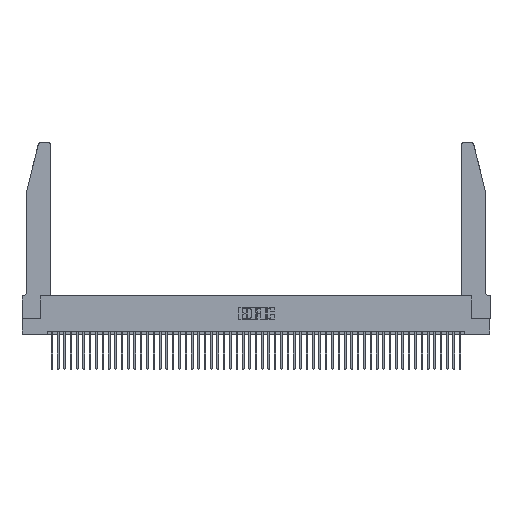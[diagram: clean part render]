
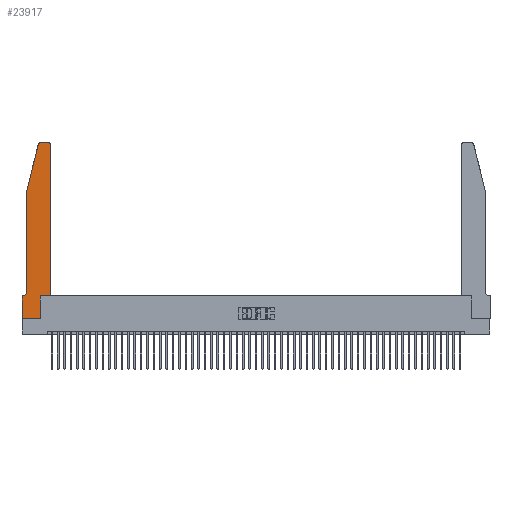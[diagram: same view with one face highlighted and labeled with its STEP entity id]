
A CAD part, top view. The second image highlights one B-rep face of the part: STEP entity #23917.
In plain terms, the highlighted planar face has unit normal (0, 0, 1).
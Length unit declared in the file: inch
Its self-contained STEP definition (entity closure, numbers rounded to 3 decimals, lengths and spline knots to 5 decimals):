
#244 = VERTEX_POINT ( 'NONE', #18936 ) ;
#320 = CARTESIAN_POINT ( 'NONE',  ( 0.2605, 2.75, 0.37 ) ) ;
#1047 = EDGE_CURVE ( 'NONE', #9707, #23089, #22681, .T. ) ;
#1092 = VECTOR ( 'NONE', #41236, 39.37008 ) ;
#1633 = EDGE_CURVE ( 'NONE', #27812, #17752, #19535, .T. ) ;
#3469 = VECTOR ( 'NONE', #9607, 39.37008 ) ;
#3957 = CARTESIAN_POINT ( 'NONE',  ( 0.4505, 0.35, 0.37 ) ) ;
#4097 = VERTEX_POINT ( 'NONE', #13663 ) ;
#5265 = LINE ( 'NONE', #24117, #16259 ) ;
#5288 = CARTESIAN_POINT ( 'NONE',  ( 0., 0.35, 0.37 ) ) ;
#5831 = CARTESIAN_POINT ( 'NONE',  ( 0., 0.35, 0.37 ) ) ;
#6352 = DIRECTION ( 'NONE',  ( 0., 1., 0. ) ) ;
#6371 = ORIENTED_EDGE ( 'NONE', *, *, #49296, .T. ) ;
#7124 = EDGE_CURVE ( 'NONE', #10705, #21894, #40444, .T. ) ;
#7233 = FACE_OUTER_BOUND ( 'NONE', #35754, .T. ) ;
#7499 = LINE ( 'NONE', #22704, #49292 ) ;
#8167 = CARTESIAN_POINT ( 'NONE',  ( 0.284, 2.75, 0.37 ) ) ;
#8391 = CARTESIAN_POINT ( 'NONE',  ( 0.4505, 2.72, 0.37 ) ) ;
#9132 = CARTESIAN_POINT ( 'NONE',  ( 0.4505, 0.35, 0.37 ) ) ;
#9607 = DIRECTION ( 'NONE',  ( 1., 0., 0. ) ) ;
#9660 = ORIENTED_EDGE ( 'NONE', *, *, #35634, .T. ) ;
#9707 = VERTEX_POINT ( 'NONE', #29694 ) ;
#10034 = DIRECTION ( 'NONE',  ( 1., 0., 0. ) ) ;
#10705 = VERTEX_POINT ( 'NONE', #40064 ) ;
#11759 = DIRECTION ( 'NONE',  ( 0., 0., 1. ) ) ;
#11845 = ORIENTED_EDGE ( 'NONE', *, *, #19841, .T. ) ;
#12194 = CARTESIAN_POINT ( 'NONE',  ( 0.4205, 2.75, 0.37 ) ) ;
#13598 = LINE ( 'NONE', #320, #1092 ) ;
#13663 = CARTESIAN_POINT ( 'NONE',  ( 0., 0., 0.37 ) ) ;
#16192 = DIRECTION ( 'NONE',  ( 0., 0., -1. ) ) ;
#16259 = VECTOR ( 'NONE', #48149, 39.37008 ) ;
#17752 = VERTEX_POINT ( 'NONE', #42109 ) ;
#18288 = AXIS2_PLACEMENT_3D ( 'NONE', #35992, #11759, #40003 ) ;
#18765 = VERTEX_POINT ( 'NONE', #5288 ) ;
#18936 = CARTESIAN_POINT ( 'NONE',  ( 0.2865, 0., 0.37 ) ) ;
#19535 = CIRCLE ( 'NONE', #20381, 0.03 ) ;
#19841 = EDGE_CURVE ( 'NONE', #48297, #22385, #51982, .T. ) ;
#20381 = AXIS2_PLACEMENT_3D ( 'NONE', #47640, #23617, #51675 ) ;
#20766 = DIRECTION ( 'NONE',  ( 1., 0., 0. ) ) ;
#21894 = VERTEX_POINT ( 'NONE', #9132 ) ;
#22207 = PLANE ( 'NONE',  #45032 ) ;
#22385 = VERTEX_POINT ( 'NONE', #12194 ) ;
#22422 = ORIENTED_EDGE ( 'NONE', *, *, #46614, .T. ) ;
#22451 = CARTESIAN_POINT ( 'NONE',  ( 0., 0., 0.37 ) ) ;
#22565 = ORIENTED_EDGE ( 'NONE', *, *, #43222, .T. ) ;
#22681 = CIRCLE ( 'NONE', #43909, 0.07 ) ;
#22698 = VECTOR ( 'NONE', #52584, 39.37008 ) ;
#22704 = CARTESIAN_POINT ( 'NONE',  ( 0.2865, 0.35, 0.37 ) ) ;
#22750 = CARTESIAN_POINT ( 'NONE',  ( 0.4505, 0.35, 0.37 ) ) ;
#23089 = VERTEX_POINT ( 'NONE', #44740 ) ;
#23617 = DIRECTION ( 'NONE',  ( 0., 0., 1. ) ) ;
#23917 = ADVANCED_FACE ( 'NONE', ( #7233 ), #22207, .T. ) ;
#23926 = LINE ( 'NONE', #22750, #44004 ) ;
#23965 = LINE ( 'NONE', #48569, #22698 ) ;
#24117 = CARTESIAN_POINT ( 'NONE',  ( 0.0755, 0.35, 0.37 ) ) ;
#25307 = VECTOR ( 'NONE', #26987, 39.37008 ) ;
#26787 = DIRECTION ( 'NONE',  ( 0., 1., 0. ) ) ;
#26987 = DIRECTION ( 'NONE',  ( -0.239, -0.971, 0. ) ) ;
#27812 = VERTEX_POINT ( 'NONE', #8167 ) ;
#27826 = LINE ( 'NONE', #34908, #25307 ) ;
#29300 = LINE ( 'NONE', #22451, #31810 ) ;
#29694 = CARTESIAN_POINT ( 'NONE',  ( 0.0755, 0.42, 0.37 ) ) ;
#30558 = EDGE_CURVE ( 'NONE', #22385, #27812, #13598, .T. ) ;
#31175 = ORIENTED_EDGE ( 'NONE', *, *, #1047, .T. ) ;
#31810 = VECTOR ( 'NONE', #46491, 39.37008 ) ;
#32496 = VERTEX_POINT ( 'NONE', #37889 ) ;
#33928 = CARTESIAN_POINT ( 'NONE',  ( 0., 0., 0.37 ) ) ;
#34339 = DIRECTION ( 'NONE',  ( 0., 0., 1. ) ) ;
#34788 = LINE ( 'NONE', #33928, #3469 ) ;
#34908 = CARTESIAN_POINT ( 'NONE',  ( 0.0755, 2., 0.37 ) ) ;
#35634 = EDGE_CURVE ( 'NONE', #17752, #32496, #27826, .T. ) ;
#35754 = EDGE_LOOP ( 'NONE', ( #45925, #38997, #9660, #41538, #31175, #22422, #6371, #38878, #22565, #44632, #42925, #11845 ) ) ;
#35992 = CARTESIAN_POINT ( 'NONE',  ( 0.4205, 2.72, 0.37 ) ) ;
#36687 = VECTOR ( 'NONE', #20766, 39.37008 ) ;
#37889 = CARTESIAN_POINT ( 'NONE',  ( 0.0755, 2., 0.37 ) ) ;
#38786 = EDGE_CURVE ( 'NONE', #21894, #48297, #23926, .T. ) ;
#38878 = ORIENTED_EDGE ( 'NONE', *, *, #43744, .T. ) ;
#38997 = ORIENTED_EDGE ( 'NONE', *, *, #1633, .T. ) ;
#40003 = DIRECTION ( 'NONE',  ( 1., 0., 0. ) ) ;
#40064 = CARTESIAN_POINT ( 'NONE',  ( 0.2865, 0.35, 0.37 ) ) ;
#40340 = CARTESIAN_POINT ( 'NONE',  ( 0.0055, 0.42, 0.37 ) ) ;
#40444 = LINE ( 'NONE', #3957, #36687 ) ;
#41236 = DIRECTION ( 'NONE',  ( -1., 0., 0. ) ) ;
#41538 = ORIENTED_EDGE ( 'NONE', *, *, #46067, .T. ) ;
#42109 = CARTESIAN_POINT ( 'NONE',  ( 0.25487, 2.72718, 0.37 ) ) ;
#42925 = ORIENTED_EDGE ( 'NONE', *, *, #38786, .T. ) ;
#43222 = EDGE_CURVE ( 'NONE', #244, #10705, #7499, .T. ) ;
#43744 = EDGE_CURVE ( 'NONE', #4097, #244, #34788, .T. ) ;
#43909 = AXIS2_PLACEMENT_3D ( 'NONE', #40340, #16192, #44372 ) ;
#44004 = VECTOR ( 'NONE', #26787, 39.37008 ) ;
#44372 = DIRECTION ( 'NONE',  ( -1., 0., 0. ) ) ;
#44632 = ORIENTED_EDGE ( 'NONE', *, *, #7124, .T. ) ;
#44740 = CARTESIAN_POINT ( 'NONE',  ( 0.0055, 0.35, 0.37 ) ) ;
#45032 = AXIS2_PLACEMENT_3D ( 'NONE', #5831, #34339, #10034 ) ;
#45925 = ORIENTED_EDGE ( 'NONE', *, *, #30558, .T. ) ;
#46067 = EDGE_CURVE ( 'NONE', #32496, #9707, #23965, .T. ) ;
#46491 = DIRECTION ( 'NONE',  ( 0., -1., 0. ) ) ;
#46614 = EDGE_CURVE ( 'NONE', #23089, #18765, #5265, .T. ) ;
#47640 = CARTESIAN_POINT ( 'NONE',  ( 0.284, 2.72, 0.37 ) ) ;
#48149 = DIRECTION ( 'NONE',  ( -1., 0., 0. ) ) ;
#48297 = VERTEX_POINT ( 'NONE', #8391 ) ;
#48569 = CARTESIAN_POINT ( 'NONE',  ( 0.0755, 2., 0.37 ) ) ;
#49292 = VECTOR ( 'NONE', #6352, 39.37008 ) ;
#49296 = EDGE_CURVE ( 'NONE', #18765, #4097, #29300, .T. ) ;
#51675 = DIRECTION ( 'NONE',  ( 1., 0., 0. ) ) ;
#51982 = CIRCLE ( 'NONE', #18288, 0.03 ) ;
#52584 = DIRECTION ( 'NONE',  ( 0., -1., 0. ) ) ;
